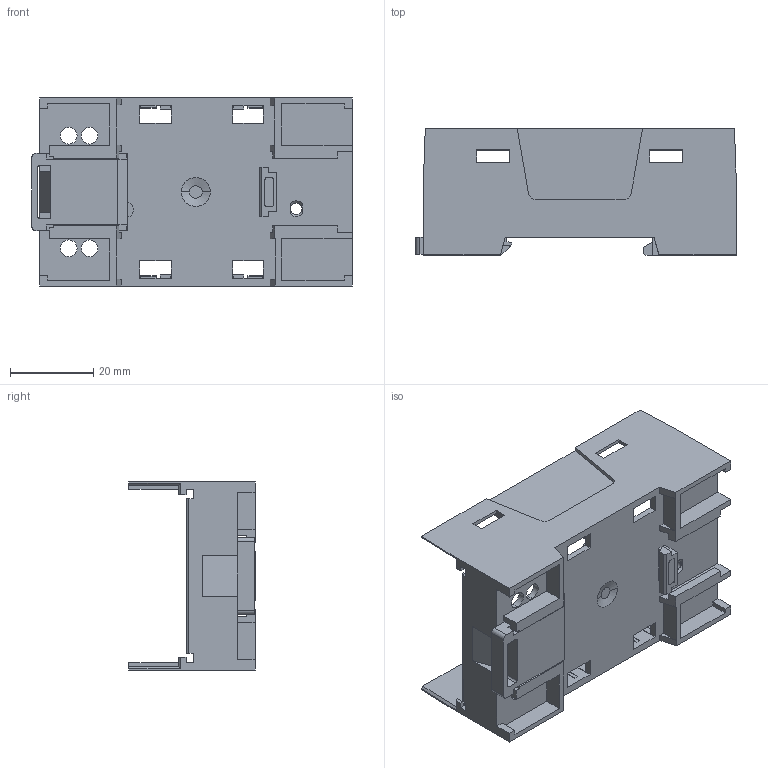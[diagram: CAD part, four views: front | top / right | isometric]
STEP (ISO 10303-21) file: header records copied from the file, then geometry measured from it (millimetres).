
FILE_DESCRIPTION(('Creo Elements/Direct Modeling STEP Export'),'2;1');
FILE_NAME('model.stp','2019-11-14T15:04:36',(''),(''),'Creo Elements/Direct Modeling STEP processor for AP214 (Solid Model)','Creo Elements/Direct Modeling 20.1A 29-Sep-2018 (C) Parametric Technology GmbH','');
FILE_SCHEMA(('AUTOMOTIVE_DESIGN { 1 0 10303 214 1 1 1 1 }'));
Length unit declared in the file: millimetre
Products named in the file (2): EH_45_F-B_TECDOC__00851840
Assembly tree (1 placements, depth 2):
  EH_45_F-B_TECDOC__00851840
    EH_45_F-B_TECDOC__00851840
Bounding box: 76.85 x 30.3 x 45.1 mm (x, y, z)
Volume: 13568.5 mm3; surface area: 19570.3 mm2
Topology: 1 solids, 1 shells, 658 faces, 1872 edges, 1239 vertices
Faces by surface type: plane 556, cylinder 98, cone 4
Entity records: 20899 total; most frequent: CARTESIAN_POINT 3789, ORIENTED_EDGE 3744, DIRECTION 3150, EDGE_CURVE 1872, VECTOR 1612, LINE 1612, VERTEX_POINT 1239, AXIS2_PLACEMENT_3D 769
